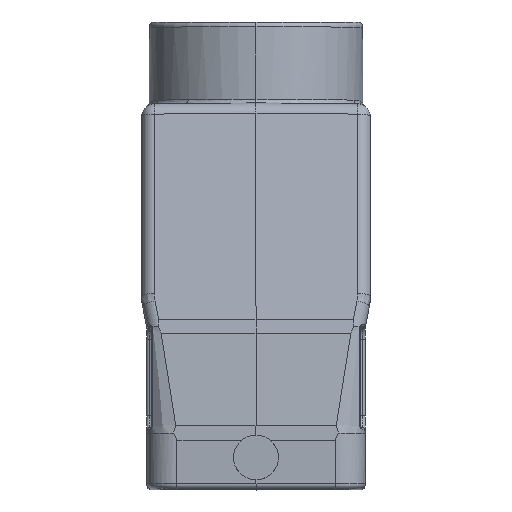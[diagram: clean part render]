
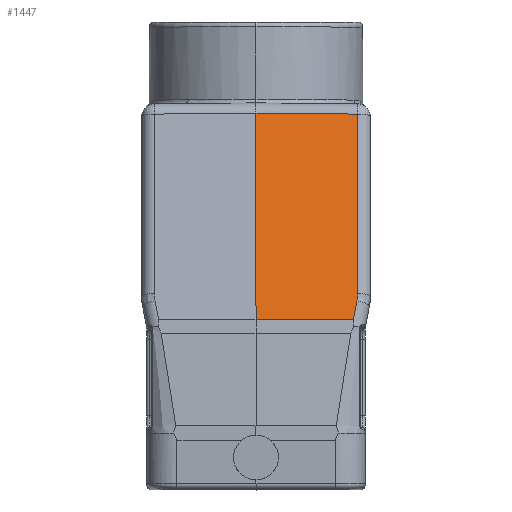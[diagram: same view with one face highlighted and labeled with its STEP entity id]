
A CAD part, top view. The second image highlights one B-rep face of the part: STEP entity #1447.
In plain terms, the highlighted planar face has unit normal (0.009, 0.19, 0.982).
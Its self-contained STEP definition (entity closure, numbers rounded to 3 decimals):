
#566=PLANE('',#12058);
#1447=ADVANCED_FACE('',(#2328),#566,.T.);
#2328=FACE_OUTER_BOUND('',#3046,.T.);
#3046=EDGE_LOOP('',(#6027,#6028,#6029,#6030,#6031,#6032));
#3496=B_SPLINE_CURVE_WITH_KNOTS('',3,(#19490,#19491,#19492,#19493),
 .UNSPECIFIED.,.F.,.F.,(4,4),(0.,1.),.UNSPECIFIED.);
#6027=ORIENTED_EDGE('',*,*,#9343,.T.);
#6028=ORIENTED_EDGE('',*,*,#8930,.F.);
#6029=ORIENTED_EDGE('',*,*,#8925,.F.);
#6030=ORIENTED_EDGE('',*,*,#9338,.T.);
#6031=ORIENTED_EDGE('',*,*,#9342,.F.);
#6032=ORIENTED_EDGE('',*,*,#9344,.F.);
#7228=VERTEX_POINT('',#15676);
#7652=VERTEX_POINT('',#19494);
#7653=VERTEX_POINT('',#19495);
#7654=VERTEX_POINT('',#19518);
#7904=VERTEX_POINT('',#21312);
#7906=VERTEX_POINT('',#21323);
#8925=EDGE_CURVE('',#7652,#7653,#3496,.T.);
#8930=EDGE_CURVE('',#7653,#7654,#10153,.T.);
#9338=EDGE_CURVE('',#7652,#7904,#10398,.T.);
#9342=EDGE_CURVE('',#7228,#7904,#10400,.T.);
#9343=EDGE_CURVE('',#7906,#7654,#10401,.T.);
#9344=EDGE_CURVE('',#7906,#7228,#10402,.T.);
#10153=LINE('',#19524,#10919);
#10398=LINE('',#21313,#11167);
#10400=LINE('',#21320,#11169);
#10401=LINE('',#21322,#11170);
#10402=LINE('',#21324,#11171);
#10919=VECTOR('',#13639,1.);
#11167=VECTOR('',#14357,1.);
#11169=VECTOR('',#14367,1.);
#11170=VECTOR('',#14370,1.);
#11171=VECTOR('',#14371,1.);
#12058=AXIS2_PLACEMENT_3D('',#21325,#14372,#14373);
#13639=DIRECTION('',(-0.193,-0.963,0.188));
#14357=DIRECTION('',(0.,0.982,-0.19));
#14367=DIRECTION('',(1.,-0.009,-0.007));
#14370=DIRECTION('',(1.,0.,-0.009));
#14371=DIRECTION('',(0.,0.982,-0.19));
#14372=DIRECTION('',(0.009,0.19,0.982));
#14373=DIRECTION('',(0.,-0.982,0.19));
#15676=CARTESIAN_POINT('',(0.,19.39,49.891));
#19490=CARTESIAN_POINT('',(20.022,-16.12,56.573));
#19491=CARTESIAN_POINT('',(20.022,-16.614,56.669));
#19492=CARTESIAN_POINT('',(19.973,-17.107,56.764));
#19493=CARTESIAN_POINT('',(19.876,-17.591,56.859));
#19494=CARTESIAN_POINT('',(20.022,-16.12,56.573));
#19495=CARTESIAN_POINT('',(19.876,-17.591,56.859));
#19518=CARTESIAN_POINT('',(19.146,-21.241,57.57));
#19524=CARTESIAN_POINT('',(19.876,-17.591,56.859));
#21312=CARTESIAN_POINT('',(20.021,19.215,49.747));
#21313=CARTESIAN_POINT('',(20.022,-16.12,56.573));
#21320=CARTESIAN_POINT('',(0.,19.39,49.891));
#21322=CARTESIAN_POINT('',(0.,-21.241,57.74));
#21323=CARTESIAN_POINT('',(0.,-21.241,57.74));
#21324=CARTESIAN_POINT('',(0.,-21.241,57.74));
#21325=CARTESIAN_POINT('',(0.,-22.585,58.));
